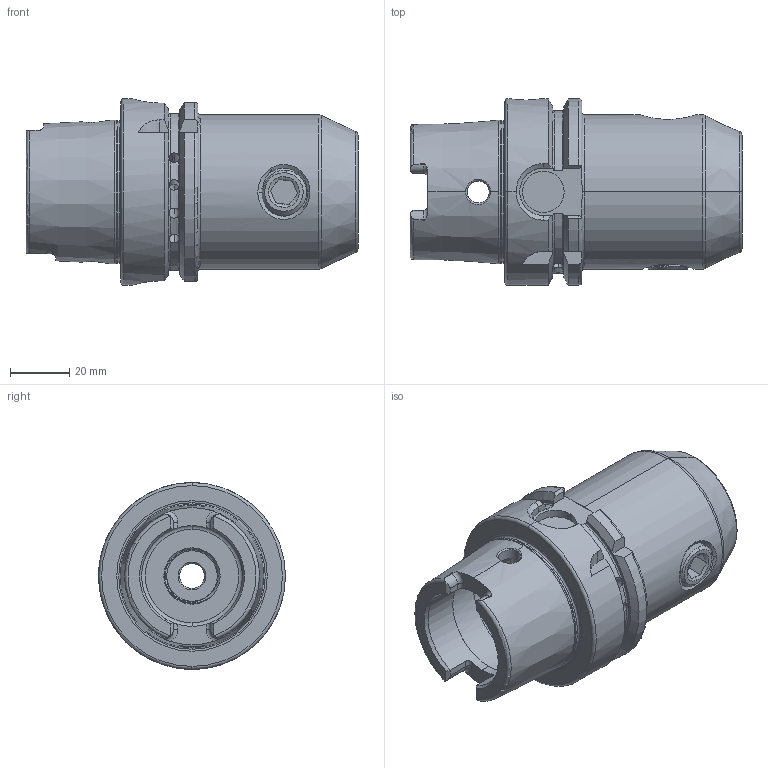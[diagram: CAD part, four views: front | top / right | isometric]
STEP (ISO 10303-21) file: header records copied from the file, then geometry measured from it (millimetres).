
FILE_DESCRIPTION (( 'STEP AP203' ), '1' );
FILE_NAME ('A63.04.20.K.STEP', '2016-09-05T05:23:30', ( '' ), ( '' ), 'SwSTEP 2.0', 'SolidWorks 2012', '' );
FILE_SCHEMA (( 'CONFIG_CONTROL_DESIGN' ));
Length unit declared in the file: millimetre
Products named in the file (3): A63.04.20.K; 側固16_M16x2_16L
Assembly tree (2 placements, depth 2):
  A63.04.20.K
    A63.04.20.K
    側固16_M16x2_16L
Bounding box: 112 x 63 x 63 mm (x, y, z)
Volume: 167646.5 mm3; surface area: 38514.7 mm2
Topology: 2 solids, 2 shells, 352 faces, 969 edges, 616 vertices
Faces by surface type: cylinder 132, plane 95, torus 52, cone 42, bspline 29, sphere 2
Entity records: 29802 total; most frequent: CARTESIAN_POINT 21360, ORIENTED_EDGE 1914, DIRECTION 1488, EDGE_CURVE 957, VERTEX_POINT 616, AXIS2_PLACEMENT_3D 603, EDGE_LOOP 367, ADVANCED_FACE 352
